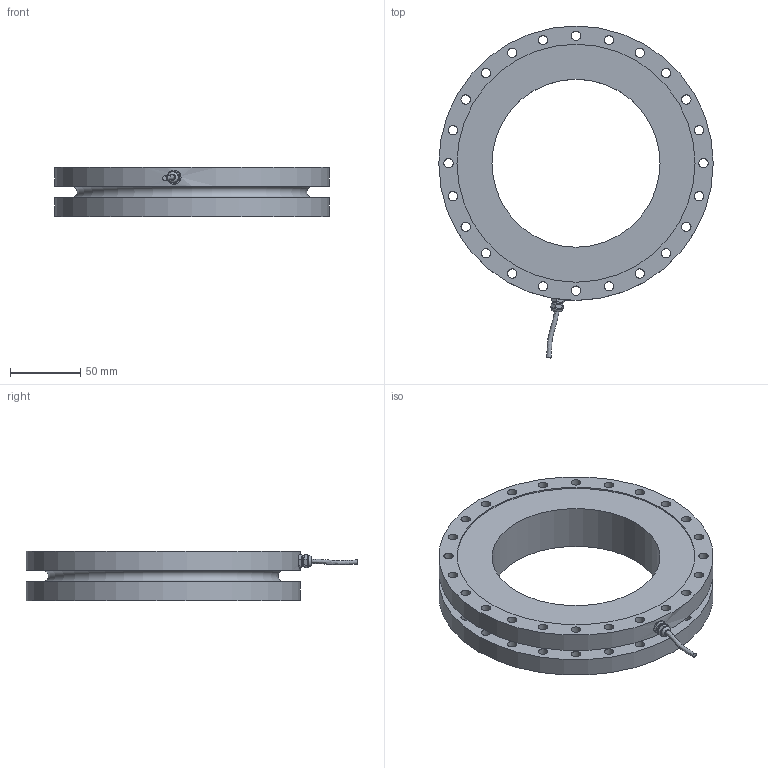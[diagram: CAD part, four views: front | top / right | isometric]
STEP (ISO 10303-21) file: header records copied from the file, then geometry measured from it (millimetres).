
FILE_DESCRIPTION( ( 'Unknown' ), '1' );
FILE_NAME( 'K2698-200kN.stp', 'Unknown', ( 'Unknown' ), ( 'Unknown' ), 'PSStep 17.0.49', 'Unknown', ' ' );
FILE_SCHEMA( ( 'AUTOMOTIVE_DESIGN { 1 0 10303 214 1 1 1 1 }' ) );
Length unit declared in the file: millimetre
Products named in the file (4): Assem1; 2698-003_DOC-00066371; kv m6x1_doc-00040935; kabeldurchmesser 3_doc-00010703
Assembly tree (3 placements, depth 2):
  Assem1
    2698-003_DOC-00066371
    kv m6x1_doc-00040935
    kabeldurchmesser 3_doc-00010703
Bounding box: 196 x 237.09 x 35 mm (x, y, z)
Volume: 546820.1 mm3; surface area: 99450.2 mm2
Topology: 3 solids, 3 shells, 93 faces, 256 edges, 179 vertices
Faces by surface type: cylinder 60, plane 28, torus 3, cone 1, bspline 1
Full cylindrical faces by diameter (mm): 3.2 x1, 3.203 x1, 6 x2, 6.647 x48, 7.8 x2, 10 x1, 120 x1, 170 x2, 196 x2
Entity records: 3833 total; most frequent: CARTESIAN_POINT 765, DIRECTION 476, ORIENTED_EDGE 324, EDGE_LOOP 268, AXIS2_PLACEMENT_3D 220, EDGE_CURVE 162, FACE_OUTER_BOUND 157, VERTEX_POINT 151
